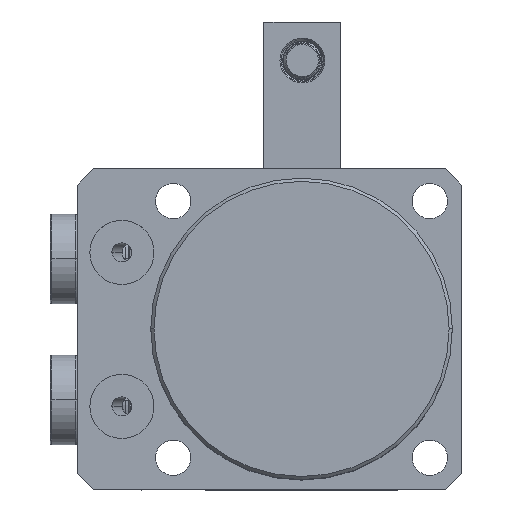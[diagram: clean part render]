
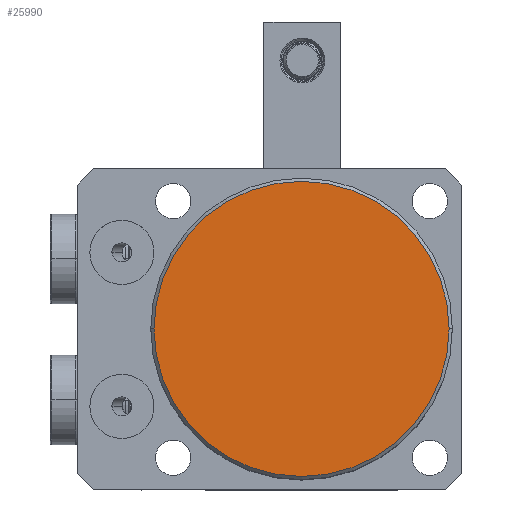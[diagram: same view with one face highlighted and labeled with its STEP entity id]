
A CAD part, top view. The second image highlights one B-rep face of the part: STEP entity #25990.
In plain terms, the highlighted planar face has unit normal (0, 0, 1).
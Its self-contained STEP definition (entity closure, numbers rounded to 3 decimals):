
#310 = EDGE_LOOP ( 'NONE', ( #25485, #22854 ) ) ;
#1412 = DIRECTION ( 'NONE',  ( 0., 0., 1. ) ) ;
#2404 = CIRCLE ( 'NONE', #22995, 23. ) ;
#5722 = VERTEX_POINT ( 'NONE', #5945 ) ;
#5945 = CARTESIAN_POINT ( 'NONE',  ( 23., 0., 52.75 ) ) ;
#9092 = EDGE_CURVE ( 'NONE', #5722, #14207, #9834, .T. ) ;
#9834 = CIRCLE ( 'NONE', #23361, 23. ) ;
#12368 = CARTESIAN_POINT ( 'NONE',  ( -23., 0., 52.75 ) ) ;
#12615 = DIRECTION ( 'NONE',  ( 0., 0., 1. ) ) ;
#12793 = CARTESIAN_POINT ( 'NONE',  ( 0., 0., 52.75 ) ) ;
#14207 = VERTEX_POINT ( 'NONE', #12368 ) ;
#14446 = PLANE ( 'NONE',  #22241 ) ;
#14980 = DIRECTION ( 'NONE',  ( 1., 0., 0. ) ) ;
#16625 = DIRECTION ( 'NONE',  ( 1., 0., 0. ) ) ;
#18612 = CARTESIAN_POINT ( 'NONE',  ( 0., 0., 52.75 ) ) ;
#22241 = AXIS2_PLACEMENT_3D ( 'NONE', #18612, #1412, #16625 ) ;
#22854 = ORIENTED_EDGE ( 'NONE', *, *, #9092, .T. ) ;
#22995 = AXIS2_PLACEMENT_3D ( 'NONE', #25707, #12615, #27908 ) ;
#23361 = AXIS2_PLACEMENT_3D ( 'NONE', #12793, #28101, #14980 ) ;
#25485 = ORIENTED_EDGE ( 'NONE', *, *, #27377, .T. ) ;
#25707 = CARTESIAN_POINT ( 'NONE',  ( 0., 0., 52.75 ) ) ;
#25990 = ADVANCED_FACE ( 'NONE', ( #27403 ), #14446, .T. ) ;
#27377 = EDGE_CURVE ( 'NONE', #14207, #5722, #2404, .T. ) ;
#27403 = FACE_OUTER_BOUND ( 'NONE', #310, .T. ) ;
#27908 = DIRECTION ( 'NONE',  ( 1., 0., 0. ) ) ;
#28101 = DIRECTION ( 'NONE',  ( 0., 0., 1. ) ) ;
